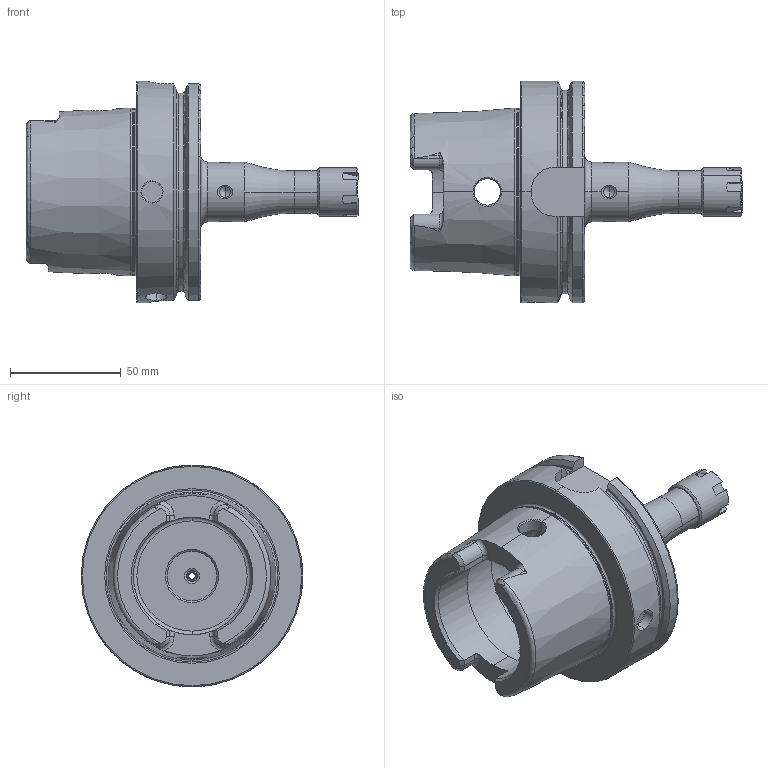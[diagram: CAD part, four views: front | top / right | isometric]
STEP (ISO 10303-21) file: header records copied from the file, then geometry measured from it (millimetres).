
FILE_DESCRIPTION (( 'STEP AP203' ), '1' );
FILE_NAME ('HA0.E17.K01.100.STEP', '2018-02-16T10:26:47', ( 'SWIAdmin' ), ( 'Hewlett-Packard Company' ), 'SwSTEP 2.0', 'SolidWorks 2017', '' );
FILE_SCHEMA (( 'CONFIG_CONTROL_DESIGN' ));
Length unit declared in the file: millimetre
Products named in the file (4): E17-ER1.001.018; HA0.E17.K01.100; HA0-E17.K01.100_C_Fertigbearbeitung; ERU-AN2.K01.016_A
Assembly tree (3 placements, depth 2):
  HA0.E17.K01.100
    HA0-E17.K01.100_C_Fertigbearbeitung
    ERU-AN2.K01.016_A
    E17-ER1.001.018
Bounding box: 149.9 x 100 x 100 mm (x, y, z)
Volume: 275603.1 mm3; surface area: 58922.4 mm2
Topology: 3 solids, 3 shells, 295 faces, 750 edges, 458 vertices
Faces by surface type: plane 99, cylinder 81, cone 70, torus 41, bspline 4
Entity records: 10846 total; most frequent: CARTESIAN_POINT 3494, ORIENTED_EDGE 1484, DIRECTION 1445, EDGE_CURVE 742, AXIS2_PLACEMENT_3D 570, VERTEX_POINT 458, EDGE_LOOP 310, LINE 305
